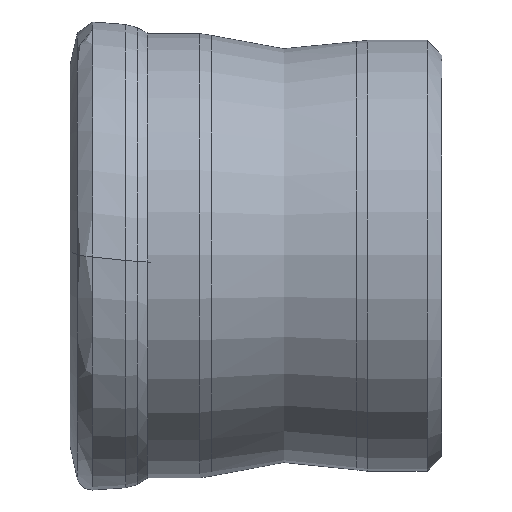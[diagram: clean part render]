
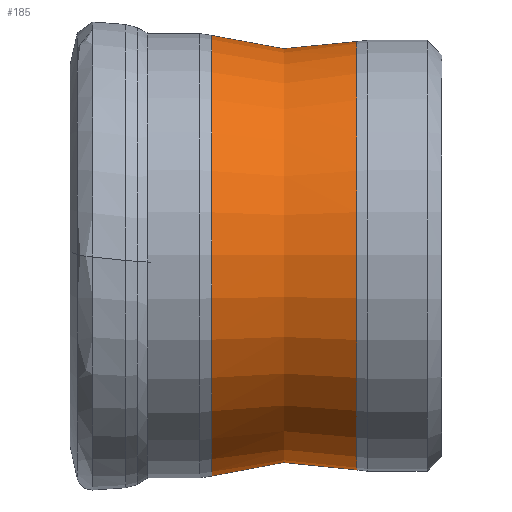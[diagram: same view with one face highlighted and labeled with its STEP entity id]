
A CAD part, top view. The second image highlights one B-rep face of the part: STEP entity #185.
In plain terms, the highlighted toroidal (fillet/blend) face has major radius 62.8 mm and minor radius 35 mm.
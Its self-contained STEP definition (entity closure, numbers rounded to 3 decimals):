
#142=TOROIDAL_SURFACE('',#671,62.8,35.);
#155=FACE_BOUND('',#273,.T.);
#156=FACE_BOUND('',#274,.T.);
#185=ADVANCED_FACE('',(#155,#156),#142,.F.);
#273=EDGE_LOOP('',(#337));
#274=EDGE_LOOP('',(#338));
#337=ORIENTED_EDGE('',*,*,#535,.F.);
#338=ORIENTED_EDGE('',*,*,#534,.T.);
#487=VERTEX_POINT('',#909);
#488=VERTEX_POINT('',#912);
#534=EDGE_CURVE('',#487,#487,#611,.T.);
#535=EDGE_CURVE('',#488,#488,#612,.T.);
#611=CIRCLE('',#668,28.824);
#612=CIRCLE('',#670,29.616);
#668=AXIS2_PLACEMENT_3D('',#908,#745,#746);
#670=AXIS2_PLACEMENT_3D('',#911,#749,#750);
#671=AXIS2_PLACEMENT_3D('',#913,#751,#752);
#745=DIRECTION('',(-1.,0.,0.));
#746=DIRECTION('',(0.,0.,1.));
#749=DIRECTION('',(-1.,0.,0.));
#750=DIRECTION('',(0.,0.,1.));
#751=DIRECTION('',(-1.,0.,0.));
#752=DIRECTION('',(0.,0.,1.));
#908=CARTESIAN_POINT('',(38.559,0.,0.));
#909=CARTESIAN_POINT('',(38.559,0.,28.824));
#911=CARTESIAN_POINT('',(19.027,0.,0.));
#912=CARTESIAN_POINT('',(19.027,0.,29.616));
#913=CARTESIAN_POINT('',(30.153,0.,0.));
